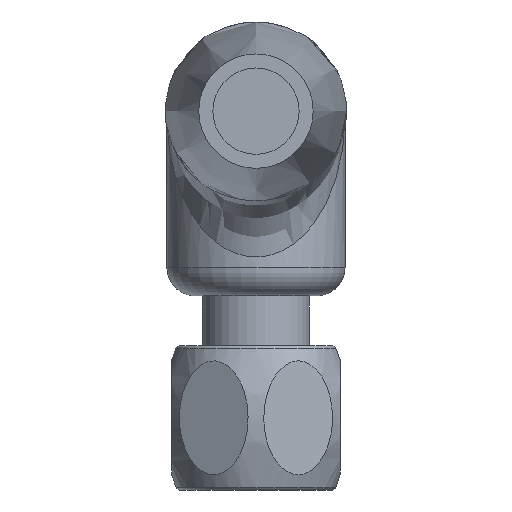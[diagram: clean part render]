
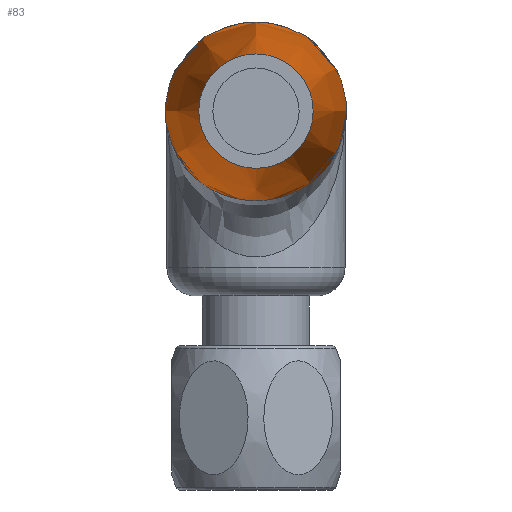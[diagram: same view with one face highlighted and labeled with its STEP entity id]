
A CAD part, front view. The second image highlights one B-rep face of the part: STEP entity #83.
In plain terms, the highlighted free-form (B-spline) face has degree [3, 3] with [4, 7] control points.
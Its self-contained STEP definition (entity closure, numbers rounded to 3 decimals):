
#63=(
BOUNDED_SURFACE()
B_SPLINE_SURFACE(3,3,((#666,#667,#668,#669,#670,#671,#672),(#673,#674,#675,
#676,#677,#678,#679),(#680,#681,#682,#683,#684,#685,#686),(#687,#688,#689,
#690,#691,#692,#693)),.UNSPECIFIED.,.F.,.T.,.F.)
B_SPLINE_SURFACE_WITH_KNOTS((4,4),(1,3,3,3,1),(0.,1.),(-0.5,0.,0.5,1.,1.5),
 .UNSPECIFIED.)
GEOMETRIC_REPRESENTATION_ITEM()
RATIONAL_B_SPLINE_SURFACE(((1.,0.333,0.333,1.,0.333,
0.333,1.),(0.996,0.332,0.332,
0.996,0.332,0.332,0.996),
(0.996,0.332,0.332,0.996,
0.332,0.332,0.996),(1.,0.333,
0.333,1.,0.333,0.333,1.)))
REPRESENTATION_ITEM('')
SURFACE()
);
#83=ADVANCED_FACE('',(#136,#137),#63,.T.);
#125=B_SPLINE_CURVE_WITH_KNOTS('',3,(#631,#632,#633,#634,#635,#636,#637,
#638,#639,#640,#641,#642,#643,#644,#645,#646,#647,#648,#649,#650,#651,#652,
#653,#654,#655,#656,#657,#658,#659,#660),.UNSPECIFIED.,.F.,.F.,(4,2,2,2,
2,2,2,2,2,2,2,2,2,2,4),(0.,0.016,0.031,0.063,
0.125,0.25,0.375,0.5,0.625,0.75,0.875,0.938,0.969,0.984,1.),
 .UNSPECIFIED.);
#136=FACE_BOUND('',#185,.T.);
#137=FACE_BOUND('',#186,.T.);
#185=EDGE_LOOP('',(#249,#250));
#186=EDGE_LOOP('',(#251));
#249=ORIENTED_EDGE('',*,*,#354,.T.);
#250=ORIENTED_EDGE('',*,*,#355,.T.);
#251=ORIENTED_EDGE('',*,*,#356,.T.);
#321=VERTEX_POINT('',#661);
#322=VERTEX_POINT('',#662);
#323=VERTEX_POINT('',#665);
#354=EDGE_CURVE('',#321,#322,#125,.T.);
#355=EDGE_CURVE('',#322,#321,#389,.T.);
#356=EDGE_CURVE('',#323,#323,#390,.T.);
#389=CIRCLE('',#420,4.752);
#390=CIRCLE('',#421,3.05);
#420=AXIS2_PLACEMENT_3D('',#663,#487,#488);
#421=AXIS2_PLACEMENT_3D('',#664,#489,#490);
#487=DIRECTION('',(0.,-1.,0.));
#488=DIRECTION('',(0.,0.,-1.));
#489=DIRECTION('',(0.,1.,0.));
#490=DIRECTION('',(0.,0.,1.));
#631=CARTESIAN_POINT('',(-4.752,-0.054,9.45));
#632=CARTESIAN_POINT('',(-4.752,-0.054,9.329));
#633=CARTESIAN_POINT('',(-4.755,-0.189,9.265));
#634=CARTESIAN_POINT('',(-4.755,-0.376,9.13));
#635=CARTESIAN_POINT('',(-4.754,-0.473,9.067));
#636=CARTESIAN_POINT('',(-4.747,-0.764,8.878));
#637=CARTESIAN_POINT('',(-4.737,-0.96,8.756));
#638=CARTESIAN_POINT('',(-4.691,-1.548,8.39));
#639=CARTESIAN_POINT('',(-4.641,-1.937,8.15));
#640=CARTESIAN_POINT('',(-4.423,-3.095,7.436));
#641=CARTESIAN_POINT('',(-4.191,-3.863,6.965));
#642=CARTESIAN_POINT('',(-3.504,-5.322,6.073));
#643=CARTESIAN_POINT('',(-3.047,-6.027,5.645));
#644=CARTESIAN_POINT('',(-1.797,-7.183,4.948));
#645=CARTESIAN_POINT('',(-0.935,-7.643,4.675));
#646=CARTESIAN_POINT('',(0.913,-7.649,4.671));
#647=CARTESIAN_POINT('',(1.786,-7.19,4.944));
#648=CARTESIAN_POINT('',(3.042,-6.035,5.64));
#649=CARTESIAN_POINT('',(3.5,-5.329,6.069));
#650=CARTESIAN_POINT('',(4.191,-3.864,6.964));
#651=CARTESIAN_POINT('',(4.422,-3.098,7.435));
#652=CARTESIAN_POINT('',(4.64,-1.939,8.149));
#653=CARTESIAN_POINT('',(4.691,-1.549,8.389));
#654=CARTESIAN_POINT('',(4.737,-0.961,8.755));
#655=CARTESIAN_POINT('',(4.747,-0.764,8.878));
#656=CARTESIAN_POINT('',(4.754,-0.473,9.067));
#657=CARTESIAN_POINT('',(4.755,-0.376,9.13));
#658=CARTESIAN_POINT('',(4.755,-0.188,9.266));
#659=CARTESIAN_POINT('',(4.752,-0.054,9.331));
#660=CARTESIAN_POINT('',(4.752,-0.054,9.45));
#661=CARTESIAN_POINT('',(-4.752,-0.054,9.45));
#662=CARTESIAN_POINT('',(4.752,-0.054,9.45));
#663=CARTESIAN_POINT('',(0.,-0.054,9.45));
#664=CARTESIAN_POINT('',(0.,-23.,9.45));
#665=CARTESIAN_POINT('',(0.,-23.,12.5));
#666=CARTESIAN_POINT('',(0.,-0.054,14.202));
#667=CARTESIAN_POINT('',(9.504,-0.054,14.202));
#668=CARTESIAN_POINT('',(9.504,-0.054,4.698));
#669=CARTESIAN_POINT('',(0.,-0.054,4.698));
#670=CARTESIAN_POINT('',(-9.504,-0.054,4.698));
#671=CARTESIAN_POINT('',(-9.504,-0.054,14.202));
#672=CARTESIAN_POINT('',(0.,-0.054,14.202));
#673=CARTESIAN_POINT('',(0.,-7.751,14.52));
#674=CARTESIAN_POINT('',(10.14,-7.751,14.52));
#675=CARTESIAN_POINT('',(10.14,-7.751,4.38));
#676=CARTESIAN_POINT('',(0.,-7.751,4.38));
#677=CARTESIAN_POINT('',(-10.14,-7.751,4.38));
#678=CARTESIAN_POINT('',(-10.14,-7.751,14.52));
#679=CARTESIAN_POINT('',(0.,-7.751,14.52));
#680=CARTESIAN_POINT('',(0.,-15.434,13.95));
#681=CARTESIAN_POINT('',(9.,-15.434,13.95));
#682=CARTESIAN_POINT('',(9.,-15.434,4.95));
#683=CARTESIAN_POINT('',(0.,-15.434,4.95));
#684=CARTESIAN_POINT('',(-9.,-15.434,4.95));
#685=CARTESIAN_POINT('',(-9.,-15.434,13.95));
#686=CARTESIAN_POINT('',(0.,-15.434,13.95));
#687=CARTESIAN_POINT('',(0.,-23.,12.5));
#688=CARTESIAN_POINT('',(6.1,-23.,12.5));
#689=CARTESIAN_POINT('',(6.1,-23.,6.4));
#690=CARTESIAN_POINT('',(0.,-23.,6.4));
#691=CARTESIAN_POINT('',(-6.1,-23.,6.4));
#692=CARTESIAN_POINT('',(-6.1,-23.,12.5));
#693=CARTESIAN_POINT('',(0.,-23.,12.5));
